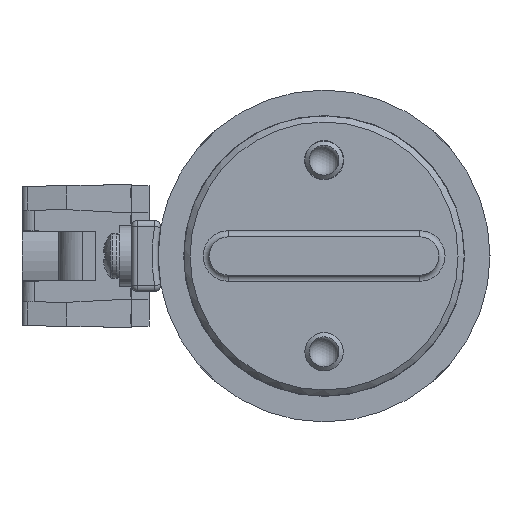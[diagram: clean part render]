
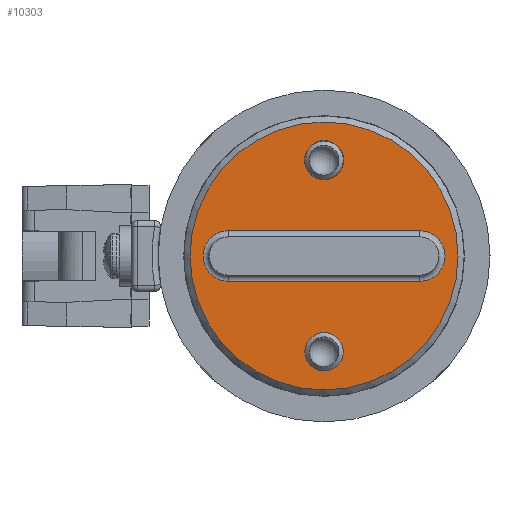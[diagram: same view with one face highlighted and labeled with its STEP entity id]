
A CAD part, left-side view. The second image highlights one B-rep face of the part: STEP entity #10303.
In plain terms, the highlighted planar face has unit normal (-1, 0, 0).
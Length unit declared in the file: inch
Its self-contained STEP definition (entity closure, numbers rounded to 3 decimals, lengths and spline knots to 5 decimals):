
#1404 = ORIENTED_EDGE ( 'NONE', *, *, #66409, .T. ) ;
#2420 = CARTESIAN_POINT ( 'NONE',  ( -0.25, -0.46875, -0.12375 ) ) ;
#2675 = CARTESIAN_POINT ( 'NONE',  ( -0.25, 0.094, 0.469 ) ) ;
#3091 = AXIS2_PLACEMENT_3D ( 'NONE', #36493, #82264, #43113 ) ;
#6839 = AXIS2_PLACEMENT_3D ( 'NONE', #15983, #61937, #22576 ) ;
#7194 = EDGE_CURVE ( 'NONE', #28469, #58525, #70161, .T. ) ;
#8699 = CARTESIAN_POINT ( 'NONE',  ( -0.25, 0., 0. ) ) ;
#9066 = EDGE_LOOP ( 'NONE', ( #15750 ) ) ;
#9535 = AXIS2_PLACEMENT_3D ( 'NONE', #74167, #34934, #80677 ) ;
#10041 = AXIS2_PLACEMENT_3D ( 'NONE', #55183, #15753, #61696 ) ;
#10303 = ADVANCED_FACE ( 'NONE', ( #52185, #82797, #65428, #48036 ), #48273, .T. ) ;
#15304 = DIRECTION ( 'NONE',  ( 0., -1., 0. ) ) ;
#15750 = ORIENTED_EDGE ( 'NONE', *, *, #22216, .T. ) ;
#15753 = DIRECTION ( 'NONE',  ( -1., 0., 0. ) ) ;
#15983 = CARTESIAN_POINT ( 'NONE',  ( -0.25, 0., -0.469 ) ) ;
#17400 = VERTEX_POINT ( 'NONE', #61730 ) ;
#18549 = ORIENTED_EDGE ( 'NONE', *, *, #55410, .T. ) ;
#19872 = VECTOR ( 'NONE', #33677, 39.37008 ) ;
#21595 = ORIENTED_EDGE ( 'NONE', *, *, #48822, .T. ) ;
#22065 = VERTEX_POINT ( 'NONE', #55199 ) ;
#22216 = EDGE_CURVE ( 'NONE', #22065, #22065, #67838, .T. ) ;
#22576 = DIRECTION ( 'NONE',  ( 0., 1., 0. ) ) ;
#23810 = EDGE_LOOP ( 'NONE', ( #1404 ) ) ;
#24928 = AXIS2_PLACEMENT_3D ( 'NONE', #8699, #54730, #15304 ) ;
#27185 = VERTEX_POINT ( 'NONE', #49451 ) ;
#28222 = CIRCLE ( 'NONE', #9535, 0.094 ) ;
#28469 = VERTEX_POINT ( 'NONE', #2420 ) ;
#28564 = CARTESIAN_POINT ( 'NONE',  ( -0.25, 0.094, -0.469 ) ) ;
#30857 = EDGE_CURVE ( 'NONE', #58525, #27185, #32170, .T. ) ;
#31366 = CARTESIAN_POINT ( 'NONE',  ( -0.25, 0., 0.12375 ) ) ;
#32170 = CIRCLE ( 'NONE', #3091, 0.12375 ) ;
#32792 = CARTESIAN_POINT ( 'NONE',  ( -0.25, -0.46875, 0. ) ) ;
#33677 = DIRECTION ( 'NONE',  ( 0., 1., 0. ) ) ;
#33739 = AXIS2_PLACEMENT_3D ( 'NONE', #32792, #78491, #39373 ) ;
#33803 = CARTESIAN_POINT ( 'NONE',  ( -0.25, 0., -0.12375 ) ) ;
#34413 = VERTEX_POINT ( 'NONE', #28564 ) ;
#34934 = DIRECTION ( 'NONE',  ( 1., 0., 0. ) ) ;
#36154 = ORIENTED_EDGE ( 'NONE', *, *, #7194, .T. ) ;
#36493 = CARTESIAN_POINT ( 'NONE',  ( -0.25, 0.46875, 0. ) ) ;
#36894 = EDGE_LOOP ( 'NONE', ( #18549 ) ) ;
#39373 = DIRECTION ( 'NONE',  ( 0., -1., 0. ) ) ;
#40651 = VECTOR ( 'NONE', #70552, 39.37008 ) ;
#42696 = LINE ( 'NONE', #31366, #40651 ) ;
#43113 = DIRECTION ( 'NONE',  ( 0., -1., 0. ) ) ;
#45903 = CIRCLE ( 'NONE', #33739, 0.12375 ) ;
#48036 = FACE_OUTER_BOUND ( 'NONE', #9066, .T. ) ;
#48273 = PLANE ( 'NONE',  #10041 ) ;
#48822 = EDGE_CURVE ( 'NONE', #17400, #28469, #45903, .T. ) ;
#49390 = EDGE_LOOP ( 'NONE', ( #36154, #59833, #83814, #21595 ) ) ;
#49451 = CARTESIAN_POINT ( 'NONE',  ( -0.25, 0.46875, 0.12375 ) ) ;
#52185 = FACE_BOUND ( 'NONE', #49390, .T. ) ;
#54730 = DIRECTION ( 'NONE',  ( -1., 0., 0. ) ) ;
#55183 = CARTESIAN_POINT ( 'NONE',  ( -0.25, 0., 0. ) ) ;
#55199 = CARTESIAN_POINT ( 'NONE',  ( -0.25, -0.656, 0. ) ) ;
#55410 = EDGE_CURVE ( 'NONE', #34413, #34413, #69040, .T. ) ;
#58525 = VERTEX_POINT ( 'NONE', #58732 ) ;
#58732 = CARTESIAN_POINT ( 'NONE',  ( -0.25, 0.46875, -0.12375 ) ) ;
#59034 = EDGE_CURVE ( 'NONE', #27185, #17400, #42696, .T. ) ;
#59833 = ORIENTED_EDGE ( 'NONE', *, *, #30857, .T. ) ;
#61090 = VERTEX_POINT ( 'NONE', #2675 ) ;
#61696 = DIRECTION ( 'NONE',  ( 0., -1., 0. ) ) ;
#61730 = CARTESIAN_POINT ( 'NONE',  ( -0.25, -0.46875, 0.12375 ) ) ;
#61937 = DIRECTION ( 'NONE',  ( 1., 0., 0. ) ) ;
#65428 = FACE_BOUND ( 'NONE', #36894, .T. ) ;
#66409 = EDGE_CURVE ( 'NONE', #61090, #61090, #28222, .T. ) ;
#67838 = CIRCLE ( 'NONE', #24928, 0.656 ) ;
#69040 = CIRCLE ( 'NONE', #6839, 0.094 ) ;
#70161 = LINE ( 'NONE', #33803, #19872 ) ;
#70552 = DIRECTION ( 'NONE',  ( 0., -1., 0. ) ) ;
#74167 = CARTESIAN_POINT ( 'NONE',  ( -0.25, 0., 0.469 ) ) ;
#78491 = DIRECTION ( 'NONE',  ( 1., 0., 0. ) ) ;
#80677 = DIRECTION ( 'NONE',  ( 0., 1., 0. ) ) ;
#82264 = DIRECTION ( 'NONE',  ( 1., 0., 0. ) ) ;
#82797 = FACE_BOUND ( 'NONE', #23810, .T. ) ;
#83814 = ORIENTED_EDGE ( 'NONE', *, *, #59034, .T. ) ;
